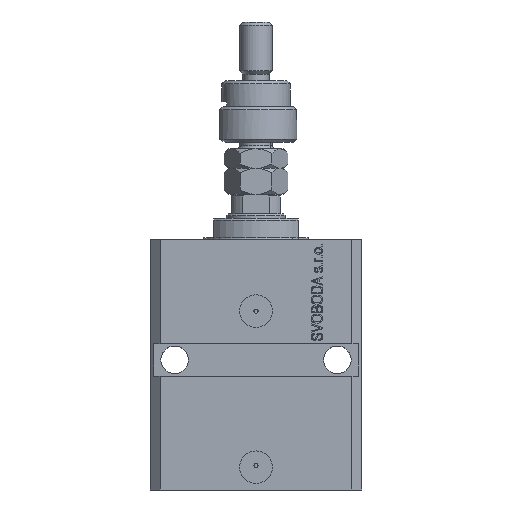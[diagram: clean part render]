
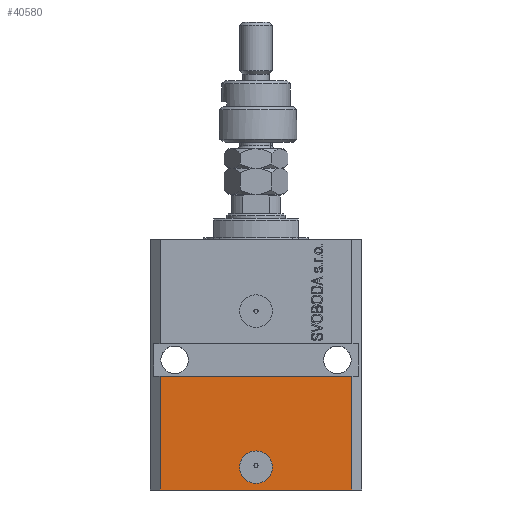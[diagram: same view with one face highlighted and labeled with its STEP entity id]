
A CAD part, front view. The second image highlights one B-rep face of the part: STEP entity #40580.
In plain terms, the highlighted planar face has unit normal (0, -1, 0).
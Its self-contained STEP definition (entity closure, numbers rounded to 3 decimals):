
#911 = CARTESIAN_POINT ( 'NONE',  ( 29.5, -22.5, -77. ) ) ;
#3132 = LINE ( 'NONE', #38380, #29067 ) ;
#4403 = EDGE_CURVE ( 'NONE', #50366, #27578, #36134, .T. ) ;
#4520 = ORIENTED_EDGE ( 'NONE', *, *, #40286, .F. ) ;
#6253 = ORIENTED_EDGE ( 'NONE', *, *, #33599, .F. ) ;
#6648 = LINE ( 'NONE', #41907, #25763 ) ;
#6718 = VECTOR ( 'NONE', #45498, 1000. ) ;
#6900 = DIRECTION ( 'NONE',  ( 1., 0., 0. ) ) ;
#10196 = CARTESIAN_POINT ( 'NONE',  ( 5., -22.5, -70. ) ) ;
#11175 = DIRECTION ( 'NONE',  ( 0., 0., 1. ) ) ;
#12885 = VERTEX_POINT ( 'NONE', #22805 ) ;
#14018 = CARTESIAN_POINT ( 'NONE',  ( -29.5, -22.5, -77. ) ) ;
#14353 = EDGE_LOOP ( 'NONE', ( #16511, #4520, #16666, #45052 ) ) ;
#14515 = VERTEX_POINT ( 'NONE', #911 ) ;
#15400 = DIRECTION ( 'NONE',  ( 0., 0., 1. ) ) ;
#15899 = DIRECTION ( 'NONE',  ( 1., 0., 0. ) ) ;
#16511 = ORIENTED_EDGE ( 'NONE', *, *, #32721, .F. ) ;
#16666 = ORIENTED_EDGE ( 'NONE', *, *, #18421, .T. ) ;
#17927 = CARTESIAN_POINT ( 'NONE',  ( -32.5, -22.5, -42. ) ) ;
#18421 = EDGE_CURVE ( 'NONE', #19586, #14515, #6648, .T. ) ;
#19586 = VERTEX_POINT ( 'NONE', #34604 ) ;
#19847 = CIRCLE ( 'NONE', #21448, 5. ) ;
#20940 = CARTESIAN_POINT ( 'NONE',  ( -29.5, -22.5, -42. ) ) ;
#21448 = AXIS2_PLACEMENT_3D ( 'NONE', #28435, #28685, #47851 ) ;
#22172 = LINE ( 'NONE', #14018, #39670 ) ;
#22805 = CARTESIAN_POINT ( 'NONE',  ( 29.5, -22.5, -42. ) ) ;
#23813 = CARTESIAN_POINT ( 'NONE',  ( -29.5, -22.5, -77. ) ) ;
#24058 = FACE_BOUND ( 'NONE', #41402, .T. ) ;
#24171 = ORIENTED_EDGE ( 'NONE', *, *, #4403, .F. ) ;
#25763 = VECTOR ( 'NONE', #6900, 1000. ) ;
#27415 = AXIS2_PLACEMENT_3D ( 'NONE', #23813, #39641, #15899 ) ;
#27578 = VERTEX_POINT ( 'NONE', #28996 ) ;
#28435 = CARTESIAN_POINT ( 'NONE',  ( 0., -22.5, -70. ) ) ;
#28685 = DIRECTION ( 'NONE',  ( 0., -1., 0. ) ) ;
#28996 = CARTESIAN_POINT ( 'NONE',  ( -5., -22.5, -70. ) ) ;
#29067 = VECTOR ( 'NONE', #15400, 1000. ) ;
#29555 = DIRECTION ( 'NONE',  ( 0., -1., 0. ) ) ;
#32721 = EDGE_CURVE ( 'NONE', #47055, #12885, #40666, .T. ) ;
#33599 = EDGE_CURVE ( 'NONE', #27578, #50366, #19847, .T. ) ;
#34604 = CARTESIAN_POINT ( 'NONE',  ( -29.5, -22.5, -77. ) ) ;
#35806 = PLANE ( 'NONE',  #27415 ) ;
#36056 = FACE_OUTER_BOUND ( 'NONE', #14353, .T. ) ;
#36134 = CIRCLE ( 'NONE', #45104, 5. ) ;
#37223 = DIRECTION ( 'NONE',  ( 1., 0., 0. ) ) ;
#38380 = CARTESIAN_POINT ( 'NONE',  ( 29.5, -22.5, -77. ) ) ;
#39641 = DIRECTION ( 'NONE',  ( 0., -1., 0. ) ) ;
#39670 = VECTOR ( 'NONE', #11175, 1000. ) ;
#40286 = EDGE_CURVE ( 'NONE', #19586, #47055, #22172, .T. ) ;
#40545 = EDGE_CURVE ( 'NONE', #14515, #12885, #3132, .T. ) ;
#40580 = ADVANCED_FACE ( 'NONE', ( #24058, #36056 ), #35806, .T. ) ;
#40666 = LINE ( 'NONE', #17927, #6718 ) ;
#41402 = EDGE_LOOP ( 'NONE', ( #24171, #6253 ) ) ;
#41907 = CARTESIAN_POINT ( 'NONE',  ( -29.5, -22.5, -77. ) ) ;
#44135 = CARTESIAN_POINT ( 'NONE',  ( 0., -22.5, -70. ) ) ;
#45052 = ORIENTED_EDGE ( 'NONE', *, *, #40545, .T. ) ;
#45104 = AXIS2_PLACEMENT_3D ( 'NONE', #44135, #29555, #37223 ) ;
#45498 = DIRECTION ( 'NONE',  ( 1., 0., 0. ) ) ;
#47055 = VERTEX_POINT ( 'NONE', #20940 ) ;
#47851 = DIRECTION ( 'NONE',  ( 1., 0., 0. ) ) ;
#50366 = VERTEX_POINT ( 'NONE', #10196 ) ;
